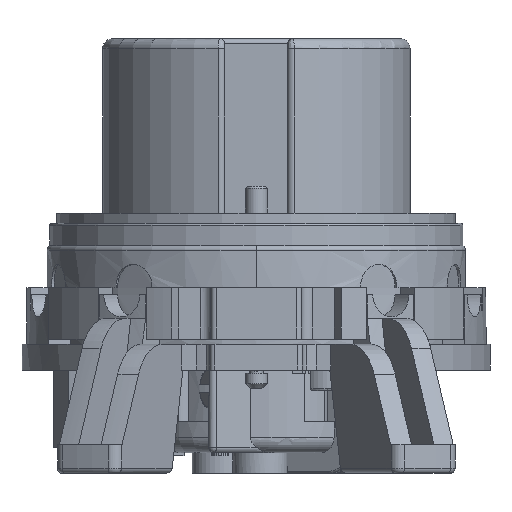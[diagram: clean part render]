
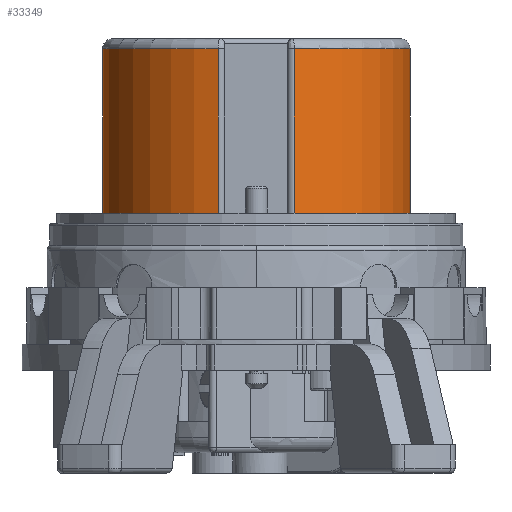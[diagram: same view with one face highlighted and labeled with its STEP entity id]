
A CAD part, front view. The second image highlights one B-rep face of the part: STEP entity #33349.
In plain terms, the highlighted cylindrical face has radius 14.9 mm (diameter 29.8 mm), a partial arc.
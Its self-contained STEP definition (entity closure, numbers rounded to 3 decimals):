
#11115=CARTESIAN_POINT('',(0.,0.,20.4));
#11116=DIRECTION('',(0.,0.,1.));
#11117=DIRECTION('',(0.247,-0.969,0.));
#11118=AXIS2_PLACEMENT_3D('',#11115,#11116,#11117);
#11120=DIRECTION('',(0.,0.,1.));
#11121=VECTOR('',#11120,15.9);
#11122=CARTESIAN_POINT('',(-3.673,-14.44,4.5));
#11123=LINE('',#11122,#11121);
#11124=CARTESIAN_POINT('',(0.,0.,4.5));
#11125=DIRECTION('',(0.,0.,-1.));
#11126=DIRECTION('',(-0.247,-0.969,0.));
#11127=AXIS2_PLACEMENT_3D('',#11124,#11125,#11126);
#11129=DIRECTION('',(0.,0.,-1.));
#11130=VECTOR('',#11129,15.9);
#11131=CARTESIAN_POINT('',(3.673,-14.44,
20.4));
#11132=LINE('',#11131,#11130);
#11149=CARTESIAN_POINT('',(3.673,-14.44,
20.4));
#11156=CARTESIAN_POINT('',(-3.673,-14.44,
20.4));
#18821=VERTEX_POINT('',#11149);
#18832=VERTEX_POINT('',#11156);
#18923=CARTESIAN_POINT('',(3.673,-14.44,4.5));
#18924=VERTEX_POINT('',#18923);
#18925=CARTESIAN_POINT('',(-3.673,-14.44,4.5));
#18926=VERTEX_POINT('',#18925);
#33336=CARTESIAN_POINT('',(0.,0.,22.855));
#33337=DIRECTION('',(0.,0.,-1.));
#33338=DIRECTION('',(0.,-1.,0.));
#33339=AXIS2_PLACEMENT_3D('',#33336,#33337,#33338);
#33340=CYLINDRICAL_SURFACE('',#33339,14.9);
#33342=ORIENTED_EDGE('',*,*,#33341,.T.);
#33343=ORIENTED_EDGE('',*,*,#33327,.F.);
#33344=ORIENTED_EDGE('',*,*,#33250,.T.);
#33346=ORIENTED_EDGE('',*,*,#33345,.F.);
#33347=EDGE_LOOP('',(#33342,#33343,#33344,#33346));
#33348=FACE_OUTER_BOUND('',#33347,.F.);
#33349=ADVANCED_FACE('',(#33348),#33340,.T.);
#11119=CIRCLE('',#11118,14.9);
#11128=CIRCLE('',#11127,14.9);
#33250=EDGE_CURVE('',#18926,#18924,#11128,.T.);
#33327=EDGE_CURVE('',#18926,#18832,#11123,.T.);
#33341=EDGE_CURVE('',#18821,#18832,#11119,.T.);
#33345=EDGE_CURVE('',#18821,#18924,#11132,.T.);
